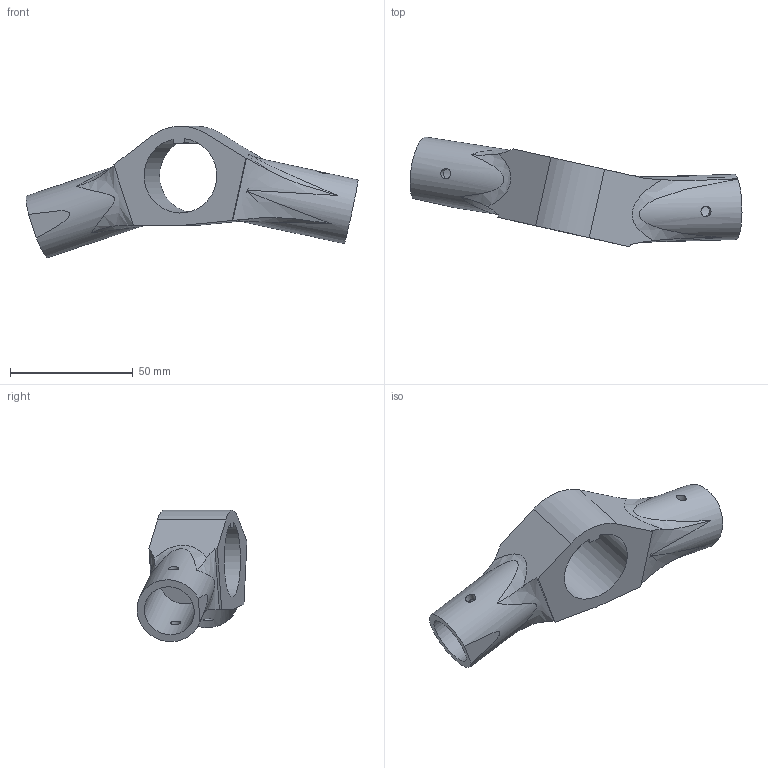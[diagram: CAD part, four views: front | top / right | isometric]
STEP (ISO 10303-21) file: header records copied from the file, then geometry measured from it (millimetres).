
FILE_DESCRIPTION(/* description */ (''),/* implementation_level */ '2;1');
FILE_NAME(/* name */ 'Suspension 1 Left.stp',/* time_stamp */ '2020-12-05T18:15:44+01:00',/* author */ (''),/* organization */ (''),/* preprocessor_version */ 'ST-DEVELOPER v18.1',/* originating_system */ 'Autodesk Translation Framework v9.3.0.1241',/* authorisation */ '');
FILE_SCHEMA (('AUTOMOTIVE_DESIGN { 1 0 10303 214 3 1 1 }'));
Length unit declared in the file: millimetre
Products named in the file (1): Suspension 1 - Left
Bounding box: 135.03 x 44.66 x 53.47 mm (x, y, z)
Volume: 49789.5 mm3; surface area: 21477.2 mm2
Topology: 1 solids, 1 shells, 36 faces, 121 edges, 86 vertices
Faces by surface type: plane 16, cylinder 12, bspline 8
Full cylindrical faces by diameter (mm): 4.2 x4, 20.55 x2, 26.55 x1
Entity records: 2365 total; most frequent: CARTESIAN_POINT 1351, ORIENTED_EDGE 242, DIRECTION 149, EDGE_CURVE 121, VERTEX_POINT 86, B_SPLINE_CURVE_WITH_KNOTS 54, AXIS2_PLACEMENT_3D 53, EDGE_LOOP 45
